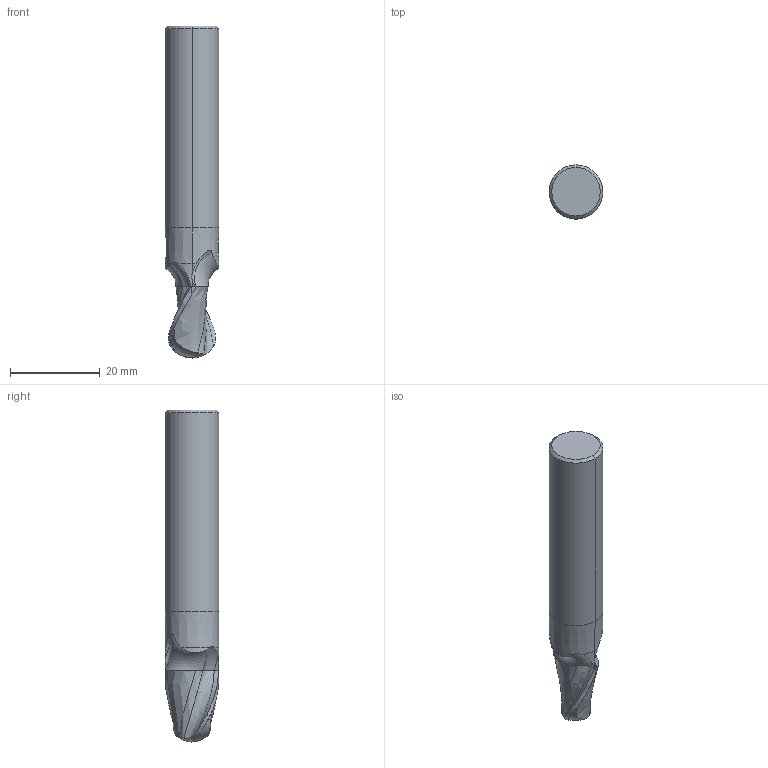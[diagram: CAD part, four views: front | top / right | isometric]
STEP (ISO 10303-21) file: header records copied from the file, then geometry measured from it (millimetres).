
FILE_DESCRIPTION(('no description'),'unknown implementation level');
FILE_NAME('K203103-12_12-Detail.stp',' ',('CIMSOURCE GmbH'),('CADClick - KiM GmbH - www.kimweb.de'),'unknown preprocess','ACIS','unknown authorization');
FILE_SCHEMA(('automotive_design'));
Length unit declared in the file: millimetre
Products named in the file (2): NOCUT; CUT
Bounding box: 12 x 12 x 74 mm (x, y, z)
Volume: 7088.9 mm3; surface area: 2893.1 mm2
Topology: 2 solids, 2 shells, 68 faces, 188 edges, 121 vertices
Faces by surface type: bspline 16, cone 14, plane 12, cylinder 10, revolution 10, sphere 6
Entity records: 8070 total; most frequent: CARTESIAN_POINT 4405, STYLED_ITEM 375, PRESENTATION_STYLE_ASSIGNMENT 375, COLOUR_RGB 375, ORIENTED_EDGE 368, DIRECTION 262, EDGE_CURVE 184, CURVE_STYLE 184
